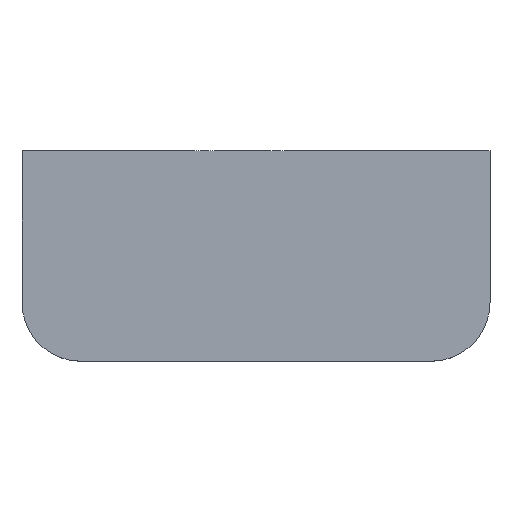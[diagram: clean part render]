
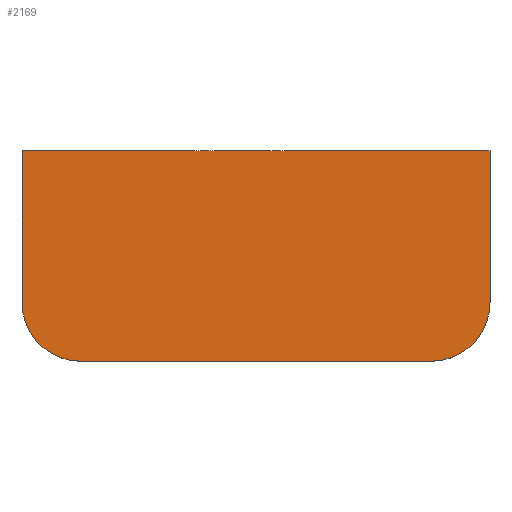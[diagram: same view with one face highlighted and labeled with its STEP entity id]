
A CAD part, top view. The second image highlights one B-rep face of the part: STEP entity #2169.
In plain terms, the highlighted planar face has unit normal (0, 0, 1).
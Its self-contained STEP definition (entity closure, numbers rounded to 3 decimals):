
#198 = ORIENTED_EDGE ( 'NONE', *, *, #5676, .T. ) ;
#237 = EDGE_CURVE ( 'NONE', #2527, #4612, #4336, .T. ) ;
#289 = ORIENTED_EDGE ( 'NONE', *, *, #5296, .F. ) ;
#336 = AXIS2_PLACEMENT_3D ( 'NONE', #5430, #2779, #958 ) ;
#343 = VECTOR ( 'NONE', #955, 1000. ) ;
#363 = VECTOR ( 'NONE', #993, 1000. ) ;
#390 = ORIENTED_EDGE ( 'NONE', *, *, #1778, .T. ) ;
#438 = VERTEX_POINT ( 'NONE', #1165 ) ;
#493 = CARTESIAN_POINT ( 'NONE',  ( 0., 0., 3.175 ) ) ;
#746 = EDGE_LOOP ( 'NONE', ( #198, #390, #2922, #5600, #289, #3427 ) ) ;
#938 = LINE ( 'NONE', #1872, #363 ) ;
#955 = DIRECTION ( 'NONE',  ( 1., 0., 0. ) ) ;
#958 = DIRECTION ( 'NONE',  ( 1., 0., 0. ) ) ;
#993 = DIRECTION ( 'NONE',  ( 0., 1., 0. ) ) ;
#1135 = VERTEX_POINT ( 'NONE', #2847 ) ;
#1165 = CARTESIAN_POINT ( 'NONE',  ( 39.85, -7.939, 3.175 ) ) ;
#1259 = EDGE_CURVE ( 'NONE', #438, #4612, #4347, .T. ) ;
#1308 = DIRECTION ( 'NONE',  ( 0., 0., 1. ) ) ;
#1778 = EDGE_CURVE ( 'NONE', #2548, #438, #5233, .T. ) ;
#1872 = CARTESIAN_POINT ( 'NONE',  ( -39.85, 0., 3.175 ) ) ;
#2045 = CARTESIAN_POINT ( 'NONE',  ( 0., 17.939, 3.175 ) ) ;
#2130 = DIRECTION ( 'NONE',  ( 0., 1., 0. ) ) ;
#2169 = ADVANCED_FACE ( 'NONE', ( #2321 ), #5479, .T. ) ;
#2321 = FACE_OUTER_BOUND ( 'NONE', #746, .T. ) ;
#2409 = CARTESIAN_POINT ( 'NONE',  ( 0., -17.939, 3.175 ) ) ;
#2517 = CARTESIAN_POINT ( 'NONE',  ( -29.85, -17.939, 3.175 ) ) ;
#2527 = VERTEX_POINT ( 'NONE', #3503 ) ;
#2548 = VERTEX_POINT ( 'NONE', #4554 ) ;
#2586 = CARTESIAN_POINT ( 'NONE',  ( 39.85, 0., 3.175 ) ) ;
#2779 = DIRECTION ( 'NONE',  ( 0., 0., 1. ) ) ;
#2847 = CARTESIAN_POINT ( 'NONE',  ( -39.85, -7.939, 3.175 ) ) ;
#2922 = ORIENTED_EDGE ( 'NONE', *, *, #1259, .T. ) ;
#3059 = AXIS2_PLACEMENT_3D ( 'NONE', #3968, #1308, #4029 ) ;
#3201 = DIRECTION ( 'NONE',  ( 1., 0., 0. ) ) ;
#3263 = CARTESIAN_POINT ( 'NONE',  ( 39.85, 17.939, 3.175 ) ) ;
#3338 = EDGE_CURVE ( 'NONE', #1135, #3873, #4215, .T. ) ;
#3427 = ORIENTED_EDGE ( 'NONE', *, *, #3338, .T. ) ;
#3503 = CARTESIAN_POINT ( 'NONE',  ( -39.85, 17.939, 3.175 ) ) ;
#3685 = DIRECTION ( 'NONE',  ( 0., 0., 1. ) ) ;
#3873 = VERTEX_POINT ( 'NONE', #2517 ) ;
#3968 = CARTESIAN_POINT ( 'NONE',  ( -29.85, -7.939, 3.175 ) ) ;
#4029 = DIRECTION ( 'NONE',  ( 1., 0., 0. ) ) ;
#4184 = VECTOR ( 'NONE', #5610, 1000. ) ;
#4215 = CIRCLE ( 'NONE', #3059, 10. ) ;
#4336 = LINE ( 'NONE', #2045, #4184 ) ;
#4347 = LINE ( 'NONE', #2586, #4755 ) ;
#4554 = CARTESIAN_POINT ( 'NONE',  ( 29.85, -17.939, 3.175 ) ) ;
#4581 = AXIS2_PLACEMENT_3D ( 'NONE', #493, #3685, #3201 ) ;
#4612 = VERTEX_POINT ( 'NONE', #3263 ) ;
#4675 = LINE ( 'NONE', #2409, #343 ) ;
#4755 = VECTOR ( 'NONE', #2130, 1000. ) ;
#5233 = CIRCLE ( 'NONE', #336, 10. ) ;
#5296 = EDGE_CURVE ( 'NONE', #1135, #2527, #938, .T. ) ;
#5430 = CARTESIAN_POINT ( 'NONE',  ( 29.85, -7.939, 3.175 ) ) ;
#5479 = PLANE ( 'NONE',  #4581 ) ;
#5600 = ORIENTED_EDGE ( 'NONE', *, *, #237, .F. ) ;
#5610 = DIRECTION ( 'NONE',  ( 1., 0., 0. ) ) ;
#5676 = EDGE_CURVE ( 'NONE', #3873, #2548, #4675, .T. ) ;
